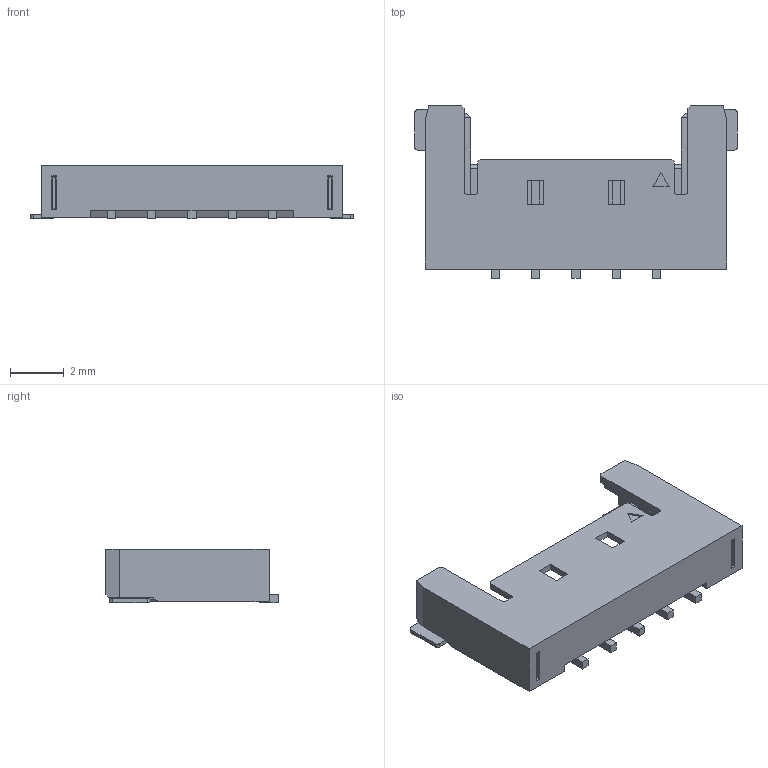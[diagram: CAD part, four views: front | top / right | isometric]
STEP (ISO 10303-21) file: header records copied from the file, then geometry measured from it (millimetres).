
FILE_DESCRIPTION(/* description */ (''),/* implementation_level */ '2;1');
FILE_NAME(/* name */ '504050-0591.step',/* time_stamp */ '2023-12-10T10:52:51-08:00',/* author */ (''),/* organization */ (''),/* preprocessor_version */ 'ST-DEVELOPER v20',/* originating_system */ 'Autodesk Translation Framework v12.14.0.127',/* authorisation */ '');
FILE_SCHEMA (('AUTOMOTIVE_DESIGN { 1 0 10303 214 3 1 1 }'));
Length unit declared in the file: millimetre
Products named in the file (1): (Unsaved)
Bounding box: 12.05 x 6.44 x 2 mm (x, y, z)
Volume: 62.9 mm3; surface area: 316.6 mm2
Topology: 1 solids, 1 shells, 302 faces, 854 edges, 550 vertices
Faces by surface type: plane 239, cylinder 53, sphere 10
Entity records: 9784 total; most frequent: ORIENTED_EDGE 1708, CARTESIAN_POINT 1707, DIRECTION 1566, EDGE_CURVE 854, LINE 748, VECTOR 748, VERTEX_POINT 550, AXIS2_PLACEMENT_3D 409
